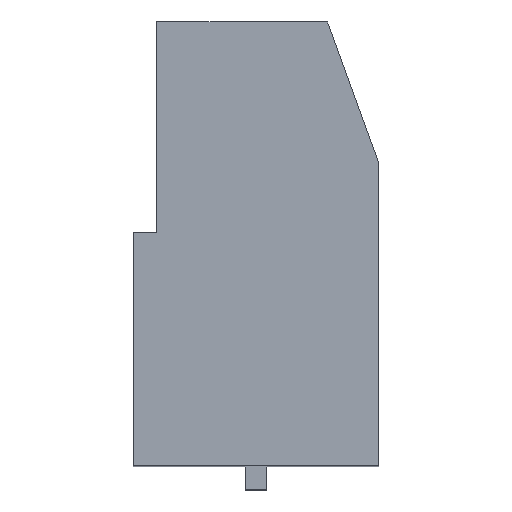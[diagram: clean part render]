
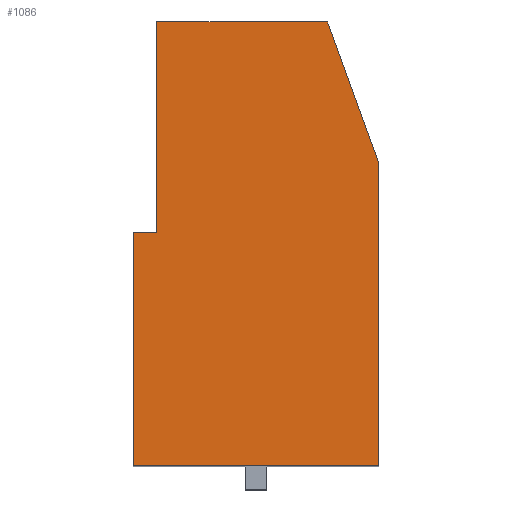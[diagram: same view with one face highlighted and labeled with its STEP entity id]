
A CAD part, top view. The second image highlights one B-rep face of the part: STEP entity #1086.
In plain terms, the highlighted planar face has unit normal (0, 0, 1).
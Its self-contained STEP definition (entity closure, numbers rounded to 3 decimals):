
#51 = LINE ( 'NONE', #417, #89 ) ;
#89 = VECTOR ( 'NONE', #414, 1000. ) ;
#136 = CARTESIAN_POINT ( 'NONE',  ( -4.25, 10., 11.25 ) ) ;
#142 = DIRECTION ( 'NONE',  ( 0., -1., 0. ) ) ;
#201 = CARTESIAN_POINT ( 'NONE',  ( 3.066, 19., 11.25 ) ) ;
#202 = DIRECTION ( 'NONE',  ( -1., 0., 0. ) ) ;
#263 = CARTESIAN_POINT ( 'NONE',  ( 5.25, 0., 11.25 ) ) ;
#264 = DIRECTION ( 'NONE',  ( 0., 1., 0. ) ) ;
#270 = CARTESIAN_POINT ( 'NONE',  ( 5.25, 13., 11.25 ) ) ;
#271 = DIRECTION ( 'NONE',  ( -0.342, 0.94, 0. ) ) ;
#414 = DIRECTION ( 'NONE',  ( 1., 0., 0. ) ) ;
#417 = CARTESIAN_POINT ( 'NONE',  ( -5.25, 0., 11.25 ) ) ;
#424 = PLANE ( 'NONE',  #2252 ) ;
#428 = CARTESIAN_POINT ( 'NONE',  ( -5.25, 10., 11.25 ) ) ;
#454 = DIRECTION ( 'NONE',  ( 0., 0., -1. ) ) ;
#455 = DIRECTION ( 'NONE',  ( -1., 0., 0. ) ) ;
#595 = CARTESIAN_POINT ( 'NONE',  ( 3.066, 19., 11.25 ) ) ;
#599 = CARTESIAN_POINT ( 'NONE',  ( -5.25, 0., 11.25 ) ) ;
#766 = CARTESIAN_POINT ( 'NONE',  ( -4.25, 19., 11.25 ) ) ;
#768 = CARTESIAN_POINT ( 'NONE',  ( 5.25, 0., 11.25 ) ) ;
#779 = CARTESIAN_POINT ( 'NONE',  ( 5.25, 13., 11.25 ) ) ;
#781 = CARTESIAN_POINT ( 'NONE',  ( -4.25, 10., 11.25 ) ) ;
#930 = CARTESIAN_POINT ( 'NONE',  ( -5.25, 0., 11.25 ) ) ;
#940 = DIRECTION ( 'NONE',  ( 0., -1., 0. ) ) ;
#941 = CARTESIAN_POINT ( 'NONE',  ( -5.25, 10., 11.25 ) ) ;
#944 = DIRECTION ( 'NONE',  ( -1., 0., 0. ) ) ;
#959 = CARTESIAN_POINT ( 'NONE',  ( -5.25, 10., 11.25 ) ) ;
#1031 = VERTEX_POINT ( 'NONE', #959 ) ;
#1050 = VERTEX_POINT ( 'NONE', #595 ) ;
#1064 = VERTEX_POINT ( 'NONE', #599 ) ;
#1086 = ADVANCED_FACE ( 'NONE', ( #1822 ), #424, .F. ) ;
#1153 = VERTEX_POINT ( 'NONE', #766 ) ;
#1156 = VERTEX_POINT ( 'NONE', #768 ) ;
#1170 = VERTEX_POINT ( 'NONE', #779 ) ;
#1172 = VERTEX_POINT ( 'NONE', #781 ) ;
#1439 = ORIENTED_EDGE ( 'NONE', *, *, #2254, .T. ) ;
#1440 = ORIENTED_EDGE ( 'NONE', *, *, #2261, .T. ) ;
#1441 = ORIENTED_EDGE ( 'NONE', *, *, #2297, .T. ) ;
#1442 = ORIENTED_EDGE ( 'NONE', *, *, #2336, .T. ) ;
#1443 = ORIENTED_EDGE ( 'NONE', *, *, #2333, .T. ) ;
#1444 = ORIENTED_EDGE ( 'NONE', *, *, #2405, .T. ) ;
#1445 = ORIENTED_EDGE ( 'NONE', *, *, #2249, .T. ) ;
#1554 = VECTOR ( 'NONE', #202, 1000. ) ;
#1591 = LINE ( 'NONE', #941, #1734 ) ;
#1604 = LINE ( 'NONE', #270, #1967 ) ;
#1612 = VECTOR ( 'NONE', #142, 1000. ) ;
#1626 = LINE ( 'NONE', #930, #1644 ) ;
#1644 = VECTOR ( 'NONE', #940, 1000. ) ;
#1694 = LINE ( 'NONE', #136, #1612 ) ;
#1734 = VECTOR ( 'NONE', #944, 1000. ) ;
#1768 = VECTOR ( 'NONE', #264, 1000. ) ;
#1799 = LINE ( 'NONE', #263, #1768 ) ;
#1822 = FACE_OUTER_BOUND ( 'NONE', #2027, .T. ) ;
#1967 = VECTOR ( 'NONE', #271, 1000. ) ;
#1988 = LINE ( 'NONE', #201, #1554 ) ;
#2027 = EDGE_LOOP ( 'NONE', ( #1445, #1444, #1443, #1442, #1441, #1440, #1439 ) ) ;
#2249 = EDGE_CURVE ( 'NONE', #1031, #1064, #1626, .T. ) ;
#2252 = AXIS2_PLACEMENT_3D ( 'NONE', #428, #454, #455 ) ;
#2254 = EDGE_CURVE ( 'NONE', #1172, #1031, #1591, .T. ) ;
#2261 = EDGE_CURVE ( 'NONE', #1153, #1172, #1694, .T. ) ;
#2297 = EDGE_CURVE ( 'NONE', #1050, #1153, #1988, .T. ) ;
#2333 = EDGE_CURVE ( 'NONE', #1156, #1170, #1799, .T. ) ;
#2336 = EDGE_CURVE ( 'NONE', #1170, #1050, #1604, .T. ) ;
#2405 = EDGE_CURVE ( 'NONE', #1064, #1156, #51, .T. ) ;
